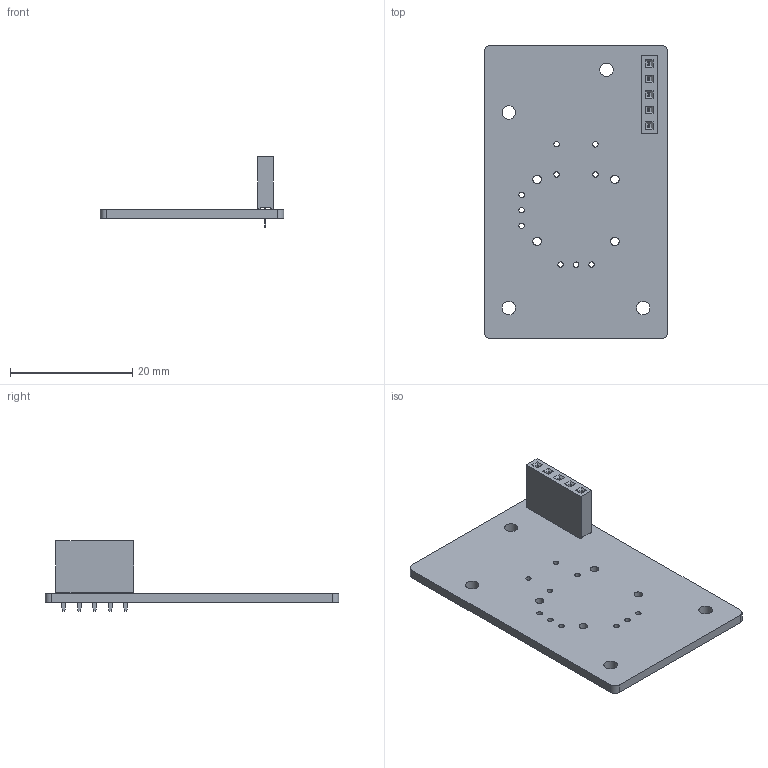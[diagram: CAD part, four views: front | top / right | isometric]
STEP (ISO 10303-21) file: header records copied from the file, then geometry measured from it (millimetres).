
FILE_DESCRIPTION(('KiCad electronic assembly'),'2;1');
FILE_NAME('left.step','2025-03-24T15:37:58',('Pcbnew'),('Kicad'), 'Open CASCADE STEP processor 7.8','KiCad to STEP converter','Unknown' );
FILE_SCHEMA(('AUTOMOTIVE_DESIGN { 1 0 10303 214 1 1 1 1 }'));
Length unit declared in the file: millimetre
Products named in the file (3): left 1; PinSocket_1x05_P2.54mm_Vertical; left_PCB
Assembly tree (2 placements, depth 2):
  left 1
    PinSocket_1x05_P2.54mm_Vertical
    left_PCB
Bounding box: 30 x 48 x 11.6 mm (x, y, z)
Volume: 2383.7 mm3; surface area: 3633.1 mm2
Topology: 2 solids, 2 shells, 173 faces, 457 edges, 298 vertices
Faces by surface type: plane 146, cylinder 27
Full cylindrical faces by diameter (mm): 0.889 x6, 0.9 x4, 1 x5, 1.397 x4, 2.2 x4
Entity records: 7033 total; most frequent: CARTESIAN_POINT 931, ORIENTED_EDGE 914, DIRECTION 863, EDGE_CURVE 457, LINE 403, VECTOR 403, VERTEX_POINT 298, AXIS2_PLACEMENT_3D 230
